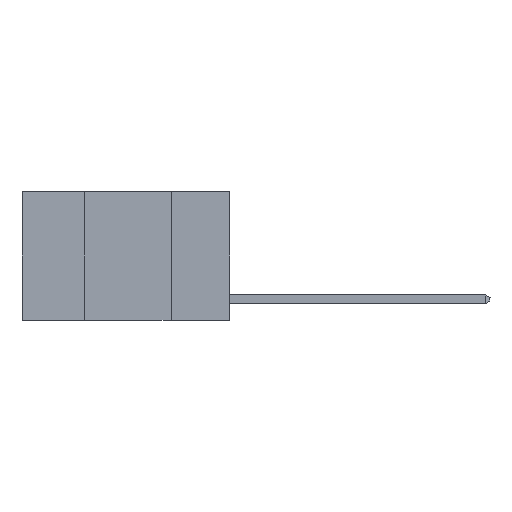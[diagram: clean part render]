
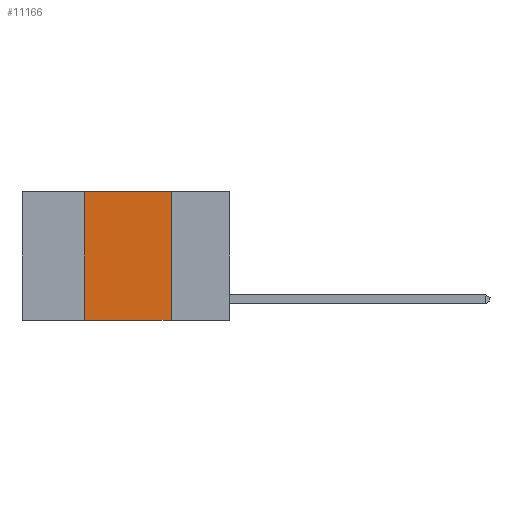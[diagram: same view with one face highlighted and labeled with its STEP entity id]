
A CAD part, left-side view. The second image highlights one B-rep face of the part: STEP entity #11166.
In plain terms, the highlighted planar face has unit normal (-1, 0, 0).
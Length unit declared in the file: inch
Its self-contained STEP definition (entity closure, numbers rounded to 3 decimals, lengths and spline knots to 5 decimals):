
#125 = VECTOR ( 'NONE', #18628, 39.37008 ) ;
#816 = PLANE ( 'NONE',  #18765 ) ;
#2928 = VECTOR ( 'NONE', #10450, 39.37008 ) ;
#3000 = LINE ( 'NONE', #7768, #125 ) ;
#3378 = CARTESIAN_POINT ( 'NONE',  ( 0., 0.42, 0. ) ) ;
#3935 = CARTESIAN_POINT ( 'NONE',  ( 0., 0.17, 0. ) ) ;
#4208 = EDGE_CURVE ( 'NONE', #15031, #25668, #23204, .T. ) ;
#4710 = CARTESIAN_POINT ( 'NONE',  ( 0., 0.6, -0.37 ) ) ;
#4778 = VERTEX_POINT ( 'NONE', #17225 ) ;
#5429 = CARTESIAN_POINT ( 'NONE',  ( 0., 0.6, 0. ) ) ;
#5570 = DIRECTION ( 'NONE',  ( 1., 0., 0. ) ) ;
#7768 = CARTESIAN_POINT ( 'NONE',  ( 0., 0.6, 0. ) ) ;
#8322 = ORIENTED_EDGE ( 'NONE', *, *, #20874, .T. ) ;
#8791 = ORIENTED_EDGE ( 'NONE', *, *, #4208, .F. ) ;
#9634 = DIRECTION ( 'NONE',  ( 0., 0., -1. ) ) ;
#9829 = VECTOR ( 'NONE', #13512, 39.37008 ) ;
#10450 = DIRECTION ( 'NONE',  ( 0., 0., -1. ) ) ;
#11163 = CARTESIAN_POINT ( 'NONE',  ( 0., 0.42, 0. ) ) ;
#11166 = ADVANCED_FACE ( 'NONE', ( #16551 ), #816, .F. ) ;
#13450 = EDGE_CURVE ( 'NONE', #25668, #21561, #3000, .T. ) ;
#13512 = DIRECTION ( 'NONE',  ( 0., -1., 0. ) ) ;
#15031 = VERTEX_POINT ( 'NONE', #22211 ) ;
#16551 = FACE_OUTER_BOUND ( 'NONE', #22948, .T. ) ;
#17059 = CARTESIAN_POINT ( 'NONE',  ( 0., 0.17, 0. ) ) ;
#17225 = CARTESIAN_POINT ( 'NONE',  ( 0., 0.17, -0.37 ) ) ;
#18114 = EDGE_CURVE ( 'NONE', #21561, #4778, #26086, .T. ) ;
#18628 = DIRECTION ( 'NONE',  ( 0., -1., 0. ) ) ;
#18765 = AXIS2_PLACEMENT_3D ( 'NONE', #5429, #5570, #9634 ) ;
#19008 = DIRECTION ( 'NONE',  ( 0., 0., 1. ) ) ;
#20874 = EDGE_CURVE ( 'NONE', #15031, #4778, #24543, .T. ) ;
#21561 = VERTEX_POINT ( 'NONE', #17059 ) ;
#22211 = CARTESIAN_POINT ( 'NONE',  ( 0., 0.42, -0.37 ) ) ;
#22713 = ORIENTED_EDGE ( 'NONE', *, *, #13450, .F. ) ;
#22948 = EDGE_LOOP ( 'NONE', ( #28402, #22713, #8791, #8322 ) ) ;
#23204 = LINE ( 'NONE', #3378, #27548 ) ;
#24543 = LINE ( 'NONE', #4710, #9829 ) ;
#25668 = VERTEX_POINT ( 'NONE', #11163 ) ;
#26086 = LINE ( 'NONE', #3935, #2928 ) ;
#27548 = VECTOR ( 'NONE', #19008, 39.37008 ) ;
#28402 = ORIENTED_EDGE ( 'NONE', *, *, #18114, .F. ) ;
